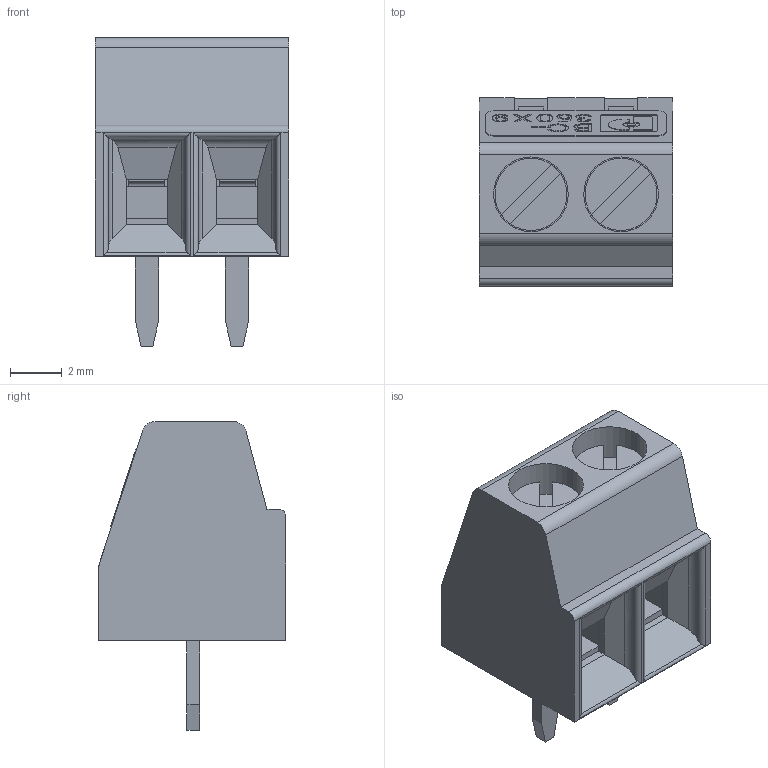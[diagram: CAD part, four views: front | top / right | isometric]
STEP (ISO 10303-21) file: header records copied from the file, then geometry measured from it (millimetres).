
FILE_DESCRIPTION(('Creo Elements/Direct Modeling STEP Export'),'2;1');
FILE_NAME('model.stp','2021-03-15T 9:10:03',(''),(''),'Creo Elements/Direct Modeling STEP processor for AP214 (Solid Model)','Creo Elements/Direct Modeling 20.1D 10-Oct-2020 (C) Parametric Technology GmbH','');
FILE_SCHEMA(('AUTOMOTIVE_DESIGN { 1 0 10303 214 1 1 1 1 }'));
Length unit declared in the file: millimetre
Products named in the file (5): AC__Laengsschlitz; KK_BC; AT; LP_BC_1_3_5.1; BC-350X9-2_GN
Assembly tree (7 placements, depth 2):
  BC-350X9-2_GN
    AC__Laengsschlitz  x2
    LP_BC_1_3_5.1  x2
    AT
    KK_BC  x2
Bounding box: 7.5 x 7.3 x 12 mm (x, y, z)
Volume: 275.8 mm3; surface area: 957.1 mm2
Topology: 7 solids, 7 shells, 659 faces, 1853 edges, 1222 vertices
Faces by surface type: plane 589, cylinder 70
Entity records: 23597 total; most frequent: CARTESIAN_POINT 3426, ORIENTED_EDGE 3388, DIRECTION 2946, EDGE_CURVE 1694, VECTOR 1562, LINE 1562, VERTEX_POINT 1120, AXIS2_PLACEMENT_3D 692
